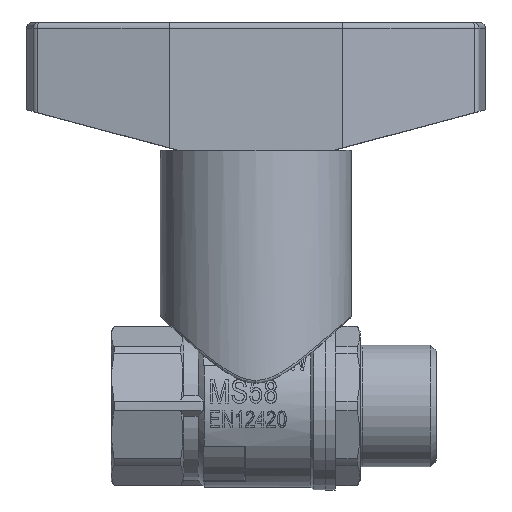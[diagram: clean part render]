
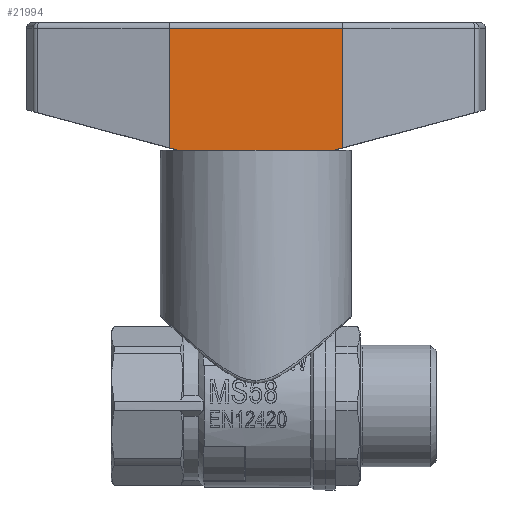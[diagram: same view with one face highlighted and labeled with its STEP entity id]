
A CAD part, top view. The second image highlights one B-rep face of the part: STEP entity #21994.
In plain terms, the highlighted face is planar.
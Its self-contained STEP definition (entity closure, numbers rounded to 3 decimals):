
#3034=LINE('',#42954,#4400);
#3039=LINE('',#42974,#4405);
#3048=LINE('',#43006,#4414);
#3061=LINE('',#43058,#4427);
#3064=LINE('',#43066,#4430);
#3107=LINE('',#43212,#4473);
#4400=VECTOR('',#32494,1000.);
#4405=VECTOR('',#32511,1000.);
#4414=VECTOR('',#32550,1000.);
#4427=VECTOR('',#32615,1000.);
#4430=VECTOR('',#32624,1000.);
#4473=VECTOR('',#32793,1000.);
#10956=ORIENTED_EDGE('',*,*,#14209,.T.);
#10957=ORIENTED_EDGE('',*,*,#14227,.F.);
#10958=ORIENTED_EDGE('',*,*,#14200,.F.);
#10959=ORIENTED_EDGE('',*,*,#14257,.F.);
#10960=ORIENTED_EDGE('',*,*,#14253,.F.);
#10961=ORIENTED_EDGE('',*,*,#14328,.T.);
#14200=EDGE_CURVE('',#16498,#16500,#3034,.T.);
#14209=EDGE_CURVE('',#16509,#16507,#3039,.T.);
#14227=EDGE_CURVE('',#16500,#16507,#3048,.T.);
#14253=EDGE_CURVE('',#16529,#16530,#3061,.T.);
#14257=EDGE_CURVE('',#16530,#16498,#3064,.T.);
#14328=EDGE_CURVE('',#16529,#16509,#3107,.T.);
#16498=VERTEX_POINT('',#42952);
#16500=VERTEX_POINT('',#42955);
#16507=VERTEX_POINT('',#42972);
#16509=VERTEX_POINT('',#42975);
#16529=VERTEX_POINT('',#43055);
#16530=VERTEX_POINT('',#43059);
#18353=EDGE_LOOP('',(#10956,#10957,#10958,#10959,#10960,#10961));
#19725=FACE_BOUND('',#18353,.T.);
#20786=PLANE('',#25397);
#21994=ADVANCED_FACE('',(#19725),#20786,.F.);
#25397=AXIS2_PLACEMENT_3D('',#43213,#32794,#32795);
#32494=DIRECTION('',(1.,0.,0.));
#32511=DIRECTION('',(0.,0.,1.));
#32550=DIRECTION('',(0.966,0.,-0.259));
#32615=DIRECTION('',(0.,0.,1.));
#32624=DIRECTION('',(0.966,0.,0.259));
#32793=DIRECTION('',(1.,0.,0.));
#32794=DIRECTION('',(0.,1.,0.));
#32795=DIRECTION('',(1.,0.,0.));
#42952=CARTESIAN_POINT('',(-13.5,-14.,22.034));
#42954=CARTESIAN_POINT('',(-13.5,-14.,22.034));
#42955=CARTESIAN_POINT('',(13.5,-14.,22.034));
#42972=CARTESIAN_POINT('',(15.,-14.,21.632));
#42974=CARTESIAN_POINT('',(15.,-14.,1.));
#42975=CARTESIAN_POINT('',(15.,-14.,1.));
#43006=CARTESIAN_POINT('',(13.5,-14.,22.034));
#43055=CARTESIAN_POINT('',(-15.,-14.,1.));
#43058=CARTESIAN_POINT('',(-15.,-14.,1.));
#43059=CARTESIAN_POINT('',(-15.,-14.,21.632));
#43066=CARTESIAN_POINT('',(-15.,-14.,21.632));
#43212=CARTESIAN_POINT('',(-15.,-14.,1.));
#43213=CARTESIAN_POINT('',(0.,-14.,0.));
